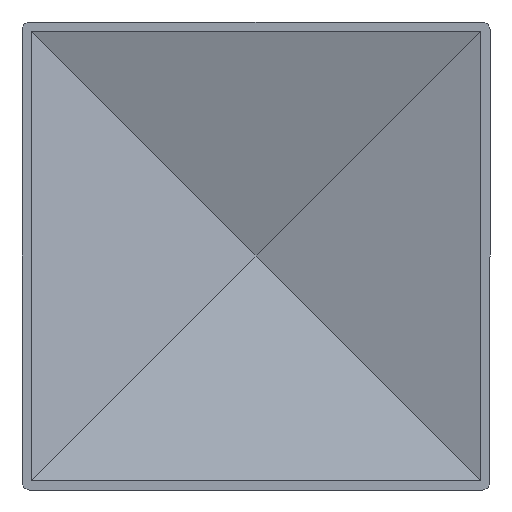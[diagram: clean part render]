
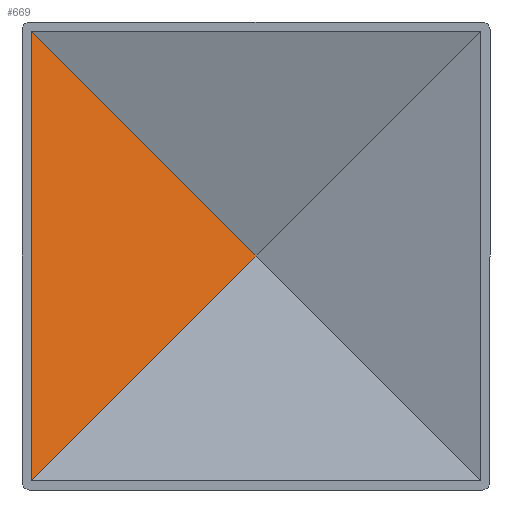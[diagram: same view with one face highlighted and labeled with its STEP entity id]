
A CAD part, front view. The second image highlights one B-rep face of the part: STEP entity #669.
In plain terms, the highlighted planar face has unit normal (0.311, -0.951, 0).
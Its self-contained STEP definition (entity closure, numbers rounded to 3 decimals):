
#73 = CARTESIAN_POINT ( 'NONE',  ( 0.373, 18.859, -30.6 ) ) ;
#120 = CARTESIAN_POINT ( 'NONE',  ( -30.404, 8.802, 30.404 ) ) ;
#144 = LINE ( 'NONE', #499, #677 ) ;
#151 = EDGE_LOOP ( 'NONE', ( #496, #698, #260 ) ) ;
#208 = PLANE ( 'NONE',  #886 ) ;
#211 = CARTESIAN_POINT ( 'NONE',  ( -29.4, 9.13, 29.4 ) ) ;
#260 = ORIENTED_EDGE ( 'NONE', *, *, #702, .T. ) ;
#279 = CARTESIAN_POINT ( 'NONE',  ( 0., 18.738, 0. ) ) ;
#300 = VECTOR ( 'NONE', #915, 1000. ) ;
#352 = DIRECTION ( 'NONE',  ( 0.689, 0.225, 0.689 ) ) ;
#372 = LINE ( 'NONE', #678, #376 ) ;
#376 = VECTOR ( 'NONE', #891, 1000. ) ;
#461 = EDGE_CURVE ( 'NONE', #503, #692, #372, .T. ) ;
#496 = ORIENTED_EDGE ( 'NONE', *, *, #628, .T. ) ;
#499 = CARTESIAN_POINT ( 'NONE',  ( -14.329, 14.055, -14.329 ) ) ;
#503 = VERTEX_POINT ( 'NONE', #842 ) ;
#628 = EDGE_CURVE ( 'NONE', #756, #692, #775, .T. ) ;
#669 = ADVANCED_FACE ( 'NONE', ( #936 ), #208, .T. ) ;
#677 = VECTOR ( 'NONE', #352, 1000. ) ;
#678 = CARTESIAN_POINT ( 'NONE',  ( -29.4, 9.13, -30.6 ) ) ;
#692 = VERTEX_POINT ( 'NONE', #211 ) ;
#698 = ORIENTED_EDGE ( 'NONE', *, *, #461, .F. ) ;
#702 = EDGE_CURVE ( 'NONE', #503, #756, #144, .T. ) ;
#739 = DIRECTION ( 'NONE',  ( 0.951, 0.311, 0. ) ) ;
#744 = DIRECTION ( 'NONE',  ( 0.311, -0.951, 0. ) ) ;
#756 = VERTEX_POINT ( 'NONE', #279 ) ;
#775 = LINE ( 'NONE', #120, #300 ) ;
#842 = CARTESIAN_POINT ( 'NONE',  ( -29.4, 9.13, -29.4 ) ) ;
#886 = AXIS2_PLACEMENT_3D ( 'NONE', #73, #744, #739 ) ;
#891 = DIRECTION ( 'NONE',  ( 0., 0., 1. ) ) ;
#915 = DIRECTION ( 'NONE',  ( -0.689, -0.225, 0.689 ) ) ;
#936 = FACE_OUTER_BOUND ( 'NONE', #151, .T. ) ;
